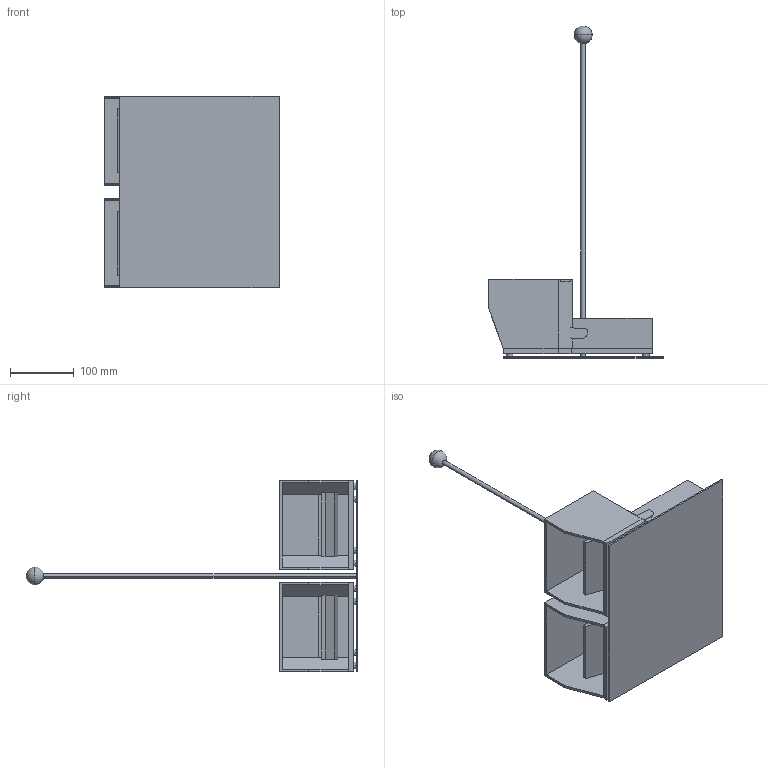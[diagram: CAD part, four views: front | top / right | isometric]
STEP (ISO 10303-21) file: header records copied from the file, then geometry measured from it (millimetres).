
FILE_DESCRIPTION((''),'2;1');
FILE_NAME('3d_KRD002.stp','2012-10-03T08:41:19',(''),(''),'Mechanical Desktop 2011','Mechanical Desktop 2011',', , ');
FILE_SCHEMA(('CONFIG_CONTROL_DESIGN'));
Length unit declared in the file: millimetre
Products named in the file (1): Product
Bounding box: 272.57 x 518.9 x 300 mm (x, y, z)
Volume: 2674874.8 mm3; surface area: 665031.9 mm2
Topology: 20 solids, 20 shells, 157 faces, 342 edges, 222 vertices
Faces by surface type: bspline 73, plane 71, cylinder 11, sphere 2
Entity records: 4368 total; most frequent: CARTESIAN_POINT 1063, ORIENTED_EDGE 676, DIRECTION 550, EDGE_CURVE 338, VECTOR 296, LINE 296, VERTEX_POINT 222, EDGE_LOOP 158
